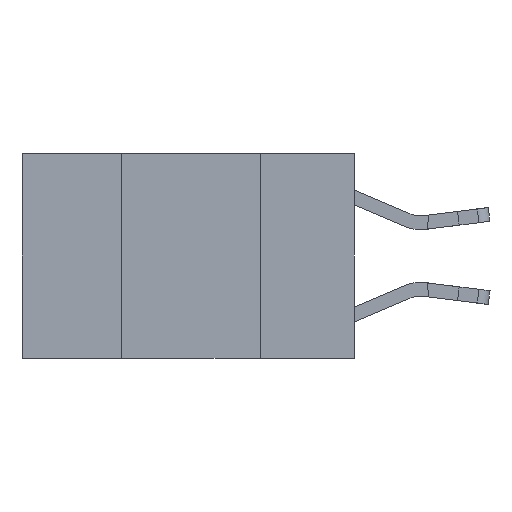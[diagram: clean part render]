
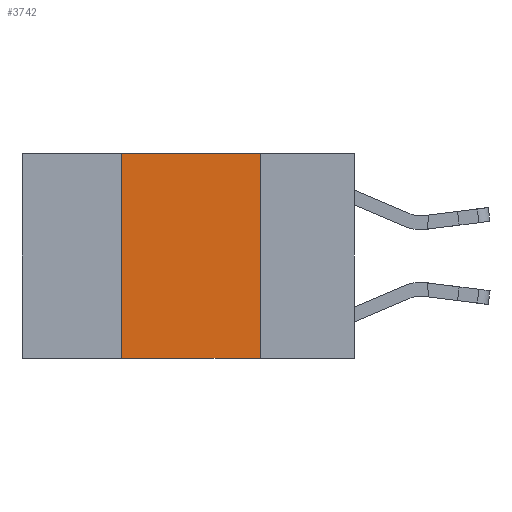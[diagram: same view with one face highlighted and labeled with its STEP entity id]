
A CAD part, left-side view. The second image highlights one B-rep face of the part: STEP entity #3742.
In plain terms, the highlighted planar face has unit normal (-1, 0, 0).
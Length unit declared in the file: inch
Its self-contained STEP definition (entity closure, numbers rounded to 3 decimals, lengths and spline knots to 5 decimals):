
#196 = ORIENTED_EDGE ( 'NONE', *, *, #12195, .F. ) ;
#594 = DIRECTION ( 'NONE',  ( 0., 0., -1. ) ) ;
#1465 = EDGE_LOOP ( 'NONE', ( #196, #11549, #12142, #12786 ) ) ;
#1488 = VECTOR ( 'NONE', #594, 39.37008 ) ;
#1988 = DIRECTION ( 'NONE',  ( 0., -1., 0. ) ) ;
#2659 = VERTEX_POINT ( 'NONE', #3747 ) ;
#2984 = LINE ( 'NONE', #11271, #4778 ) ;
#3435 = FACE_OUTER_BOUND ( 'NONE', #1465, .T. ) ;
#3536 = CARTESIAN_POINT ( 'NONE',  ( 0., 0.17, -0.37 ) ) ;
#3602 = VECTOR ( 'NONE', #10382, 39.37008 ) ;
#3678 = VECTOR ( 'NONE', #9265, 39.37008 ) ;
#3742 = ADVANCED_FACE ( 'NONE', ( #3435 ), #7473, .F. ) ;
#3747 = CARTESIAN_POINT ( 'NONE',  ( 0., 0.17, 0. ) ) ;
#4622 = EDGE_CURVE ( 'NONE', #5012, #12928, #7151, .T. ) ;
#4778 = VECTOR ( 'NONE', #1988, 39.37008 ) ;
#5012 = VERTEX_POINT ( 'NONE', #10955 ) ;
#5037 = CARTESIAN_POINT ( 'NONE',  ( 0., 0.6, 0. ) ) ;
#5167 = AXIS2_PLACEMENT_3D ( 'NONE', #6411, #9570, #6558 ) ;
#5416 = EDGE_CURVE ( 'NONE', #5012, #9905, #2984, .T. ) ;
#6095 = CARTESIAN_POINT ( 'NONE',  ( 0., 0.42, 0. ) ) ;
#6402 = CARTESIAN_POINT ( 'NONE',  ( 0., 0.42, 0. ) ) ;
#6411 = CARTESIAN_POINT ( 'NONE',  ( 0., 0.6, 0. ) ) ;
#6558 = DIRECTION ( 'NONE',  ( 0., 0., -1. ) ) ;
#6779 = LINE ( 'NONE', #8657, #1488 ) ;
#7151 = LINE ( 'NONE', #6095, #3678 ) ;
#7473 = PLANE ( 'NONE',  #5167 ) ;
#8657 = CARTESIAN_POINT ( 'NONE',  ( 0., 0.17, 0. ) ) ;
#9265 = DIRECTION ( 'NONE',  ( 0., 0., 1. ) ) ;
#9570 = DIRECTION ( 'NONE',  ( 1., 0., 0. ) ) ;
#9905 = VERTEX_POINT ( 'NONE', #3536 ) ;
#10382 = DIRECTION ( 'NONE',  ( 0., -1., 0. ) ) ;
#10955 = CARTESIAN_POINT ( 'NONE',  ( 0., 0.42, -0.37 ) ) ;
#11271 = CARTESIAN_POINT ( 'NONE',  ( 0., 0.6, -0.37 ) ) ;
#11449 = LINE ( 'NONE', #5037, #3602 ) ;
#11546 = EDGE_CURVE ( 'NONE', #12928, #2659, #11449, .T. ) ;
#11549 = ORIENTED_EDGE ( 'NONE', *, *, #11546, .F. ) ;
#12142 = ORIENTED_EDGE ( 'NONE', *, *, #4622, .F. ) ;
#12195 = EDGE_CURVE ( 'NONE', #2659, #9905, #6779, .T. ) ;
#12786 = ORIENTED_EDGE ( 'NONE', *, *, #5416, .T. ) ;
#12928 = VERTEX_POINT ( 'NONE', #6402 ) ;
